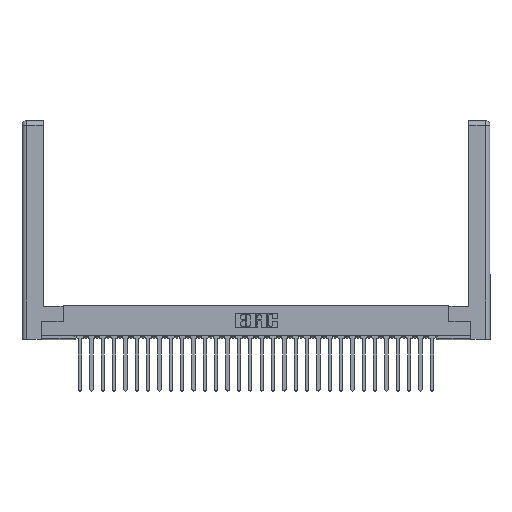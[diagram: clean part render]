
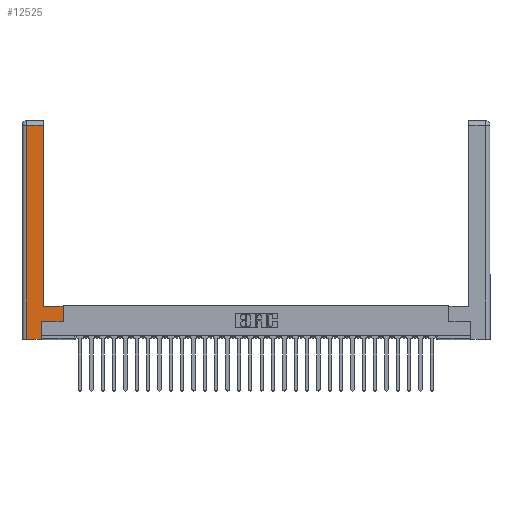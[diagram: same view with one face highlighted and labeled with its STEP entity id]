
A CAD part, top view. The second image highlights one B-rep face of the part: STEP entity #12525.
In plain terms, the highlighted planar face has unit normal (0, 0, 1).
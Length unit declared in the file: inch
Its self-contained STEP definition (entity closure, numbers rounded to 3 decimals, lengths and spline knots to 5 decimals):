
#46 = ORIENTED_EDGE ( 'NONE', *, *, #15639, .T. ) ;
#669 = LINE ( 'NONE', #29796, #9145 ) ;
#1180 = EDGE_CURVE ( 'NONE', #19380, #29071, #5081, .T. ) ;
#1611 = CARTESIAN_POINT ( 'NONE',  ( 0.265, 0.245, 0. ) ) ;
#3032 = LINE ( 'NONE', #5575, #21036 ) ;
#3827 = DIRECTION ( 'NONE',  ( -1., 0., 0. ) ) ;
#4332 = EDGE_CURVE ( 'NONE', #29071, #17564, #3032, .T. ) ;
#4338 = EDGE_CURVE ( 'NONE', #21280, #16764, #12855, .T. ) ;
#4915 = DIRECTION ( 'NONE',  ( 0., 1., 0. ) ) ;
#4920 = DIRECTION ( 'NONE',  ( 0., 1., 0. ) ) ;
#5081 = LINE ( 'NONE', #17100, #22822 ) ;
#5431 = CARTESIAN_POINT ( 'NONE',  ( 0.0615, 0., 0. ) ) ;
#5575 = CARTESIAN_POINT ( 'NONE',  ( 0.0615, 2.94, 0. ) ) ;
#5635 = ORIENTED_EDGE ( 'NONE', *, *, #4338, .T. ) ;
#5790 = LINE ( 'NONE', #14713, #20220 ) ;
#6393 = VECTOR ( 'NONE', #21866, 39.37008 ) ;
#7180 = EDGE_CURVE ( 'NONE', #17564, #20581, #27109, .T. ) ;
#7958 = CARTESIAN_POINT ( 'NONE',  ( 0.265, 0.245, 0. ) ) ;
#8536 = VERTEX_POINT ( 'NONE', #15412 ) ;
#8691 = ORIENTED_EDGE ( 'NONE', *, *, #4332, .T. ) ;
#8761 = EDGE_CURVE ( 'NONE', #8536, #10361, #12032, .T. ) ;
#9145 = VECTOR ( 'NONE', #27422, 39.37008 ) ;
#9209 = ORIENTED_EDGE ( 'NONE', *, *, #29179, .T. ) ;
#9289 = ORIENTED_EDGE ( 'NONE', *, *, #16666, .T. ) ;
#9398 = CARTESIAN_POINT ( 'NONE',  ( 0.0615, 0., 0. ) ) ;
#9530 = VECTOR ( 'NONE', #4915, 39.37008 ) ;
#10194 = CARTESIAN_POINT ( 'NONE',  ( 0.295, 0.45, 0. ) ) ;
#10361 = VERTEX_POINT ( 'NONE', #12783 ) ;
#11195 = AXIS2_PLACEMENT_3D ( 'NONE', #20603, #14222, #3827 ) ;
#12032 = LINE ( 'NONE', #30877, #9530 ) ;
#12525 = ADVANCED_FACE ( 'NONE', ( #22977 ), #30112, .F. ) ;
#12783 = CARTESIAN_POINT ( 'NONE',  ( 0.565, 0.45, 0. ) ) ;
#12855 = LINE ( 'NONE', #7958, #6393 ) ;
#13880 = CARTESIAN_POINT ( 'NONE',  ( 0.0615, 2.94, 0. ) ) ;
#14222 = DIRECTION ( 'NONE',  ( 0., 0., -1. ) ) ;
#14713 = CARTESIAN_POINT ( 'NONE',  ( 0.265, 0., 0. ) ) ;
#15230 = CARTESIAN_POINT ( 'NONE',  ( 0.265, 0., 0. ) ) ;
#15412 = CARTESIAN_POINT ( 'NONE',  ( 0.565, 0.245, 0. ) ) ;
#15639 = EDGE_CURVE ( 'NONE', #20581, #21280, #5790, .T. ) ;
#16442 = LINE ( 'NONE', #16589, #27807 ) ;
#16589 = CARTESIAN_POINT ( 'NONE',  ( 0.565, 0.245, 0. ) ) ;
#16666 = EDGE_CURVE ( 'NONE', #10361, #19380, #669, .T. ) ;
#16764 = VERTEX_POINT ( 'NONE', #1611 ) ;
#17100 = CARTESIAN_POINT ( 'NONE',  ( 0.295, 3., 0. ) ) ;
#17564 = VERTEX_POINT ( 'NONE', #13880 ) ;
#19380 = VERTEX_POINT ( 'NONE', #10194 ) ;
#20220 = VECTOR ( 'NONE', #26259, 39.37008 ) ;
#20581 = VERTEX_POINT ( 'NONE', #9398 ) ;
#20603 = CARTESIAN_POINT ( 'NONE',  ( 0., 0., 0. ) ) ;
#21036 = VECTOR ( 'NONE', #24874, 39.37008 ) ;
#21280 = VERTEX_POINT ( 'NONE', #15230 ) ;
#21866 = DIRECTION ( 'NONE',  ( 0., 1., 0. ) ) ;
#22822 = VECTOR ( 'NONE', #4920, 39.37008 ) ;
#22977 = FACE_OUTER_BOUND ( 'NONE', #28252, .T. ) ;
#24615 = VECTOR ( 'NONE', #24728, 39.37008 ) ;
#24651 = ORIENTED_EDGE ( 'NONE', *, *, #8761, .T. ) ;
#24699 = ORIENTED_EDGE ( 'NONE', *, *, #7180, .T. ) ;
#24728 = DIRECTION ( 'NONE',  ( 0., -1., 0. ) ) ;
#24874 = DIRECTION ( 'NONE',  ( -1., 0., 0. ) ) ;
#26077 = DIRECTION ( 'NONE',  ( 1., 0., 0. ) ) ;
#26259 = DIRECTION ( 'NONE',  ( 1., 0., 0. ) ) ;
#26538 = CARTESIAN_POINT ( 'NONE',  ( 0.295, 2.94, 0. ) ) ;
#27109 = LINE ( 'NONE', #5431, #24615 ) ;
#27422 = DIRECTION ( 'NONE',  ( -1., 0., 0. ) ) ;
#27807 = VECTOR ( 'NONE', #26077, 39.37008 ) ;
#28252 = EDGE_LOOP ( 'NONE', ( #28855, #8691, #24699, #46, #5635, #9209, #24651, #9289 ) ) ;
#28855 = ORIENTED_EDGE ( 'NONE', *, *, #1180, .T. ) ;
#29071 = VERTEX_POINT ( 'NONE', #26538 ) ;
#29179 = EDGE_CURVE ( 'NONE', #16764, #8536, #16442, .T. ) ;
#29796 = CARTESIAN_POINT ( 'NONE',  ( 0.295, 0.45, 0. ) ) ;
#30112 = PLANE ( 'NONE',  #11195 ) ;
#30877 = CARTESIAN_POINT ( 'NONE',  ( 0.565, 0.45, 0. ) ) ;
